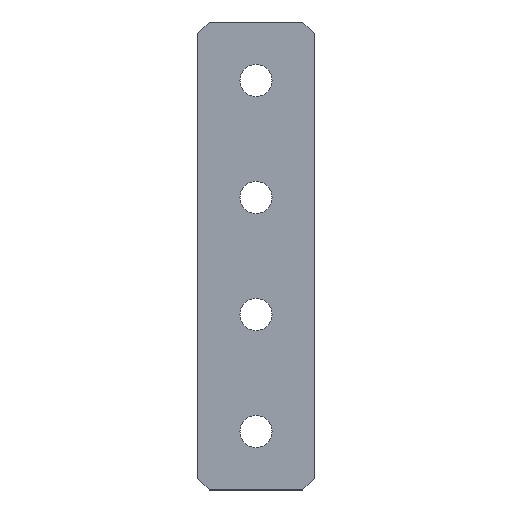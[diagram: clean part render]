
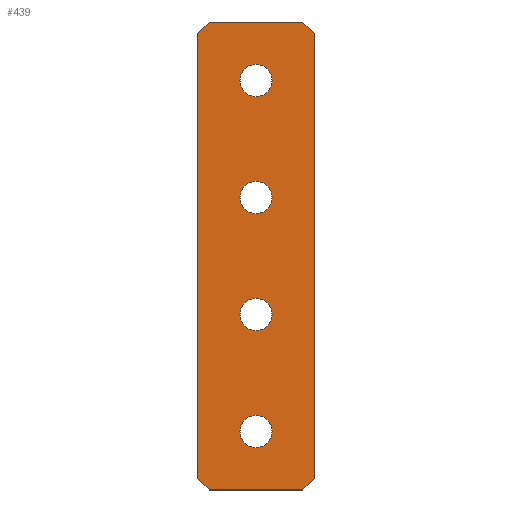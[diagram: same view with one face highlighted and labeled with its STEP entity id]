
A CAD part, top view. The second image highlights one B-rep face of the part: STEP entity #439.
In plain terms, the highlighted planar face has unit normal (0, 0, 1).
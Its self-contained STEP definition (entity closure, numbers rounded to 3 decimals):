
#1 = CARTESIAN_POINT ( 'NONE',  ( 0., -30., 2. ) ) ;
#3 = EDGE_CURVE ( 'NONE', #236, #35, #541, .T. ) ;
#4 = DIRECTION ( 'NONE',  ( 0., 0., 1. ) ) ;
#5 = ORIENTED_EDGE ( 'NONE', *, *, #449, .F. ) ;
#6 = FACE_BOUND ( 'NONE', #425, .T. ) ;
#8 = CARTESIAN_POINT ( 'NONE',  ( 10., 38., 2. ) ) ;
#11 = CARTESIAN_POINT ( 'NONE',  ( 0., 0., 2. ) ) ;
#12 = DIRECTION ( 'NONE',  ( 0., 1., 0. ) ) ;
#13 = CARTESIAN_POINT ( 'NONE',  ( 0., 10., 2. ) ) ;
#15 = CIRCLE ( 'NONE', #532, 2.75 ) ;
#16 = EDGE_CURVE ( 'NONE', #487, #206, #391, .T. ) ;
#17 = AXIS2_PLACEMENT_3D ( 'NONE', #13, #587, #256 ) ;
#32 = CARTESIAN_POINT ( 'NONE',  ( -2.75, 10., 2. ) ) ;
#33 = ORIENTED_EDGE ( 'NONE', *, *, #367, .F. ) ;
#35 = VERTEX_POINT ( 'NONE', #8 ) ;
#39 = DIRECTION ( 'NONE',  ( 0., 0., 1. ) ) ;
#40 = VERTEX_POINT ( 'NONE', #550 ) ;
#43 = ORIENTED_EDGE ( 'NONE', *, *, #321, .F. ) ;
#45 = DIRECTION ( 'NONE',  ( 1., 0., 0. ) ) ;
#48 = VECTOR ( 'NONE', #12, 1000. ) ;
#49 = CIRCLE ( 'NONE', #17, 2.75 ) ;
#50 = CARTESIAN_POINT ( 'NONE',  ( -10., -40., 2. ) ) ;
#55 = FACE_BOUND ( 'NONE', #62, .T. ) ;
#57 = DIRECTION ( 'NONE',  ( 1., 0., 0. ) ) ;
#58 = ORIENTED_EDGE ( 'NONE', *, *, #88, .T. ) ;
#59 = PLANE ( 'NONE',  #534 ) ;
#60 = ORIENTED_EDGE ( 'NONE', *, *, #476, .F. ) ;
#62 = EDGE_LOOP ( 'NONE', ( #60, #586 ) ) ;
#63 = CARTESIAN_POINT ( 'NONE',  ( -10., 38., 2. ) ) ;
#65 = AXIS2_PLACEMENT_3D ( 'NONE', #293, #488, #57 ) ;
#70 = VERTEX_POINT ( 'NONE', #508 ) ;
#76 = AXIS2_PLACEMENT_3D ( 'NONE', #202, #4, #535 ) ;
#82 = VERTEX_POINT ( 'NONE', #406 ) ;
#83 = CARTESIAN_POINT ( 'NONE',  ( 0., 10., 2. ) ) ;
#88 = EDGE_CURVE ( 'NONE', #529, #105, #218, .T. ) ;
#97 = VERTEX_POINT ( 'NONE', #225 ) ;
#98 = CARTESIAN_POINT ( 'NONE',  ( 0., -10., 2. ) ) ;
#100 = CARTESIAN_POINT ( 'NONE',  ( 10., -38., 2. ) ) ;
#103 = VECTOR ( 'NONE', #45, 1000. ) ;
#105 = VERTEX_POINT ( 'NONE', #612 ) ;
#126 = CIRCLE ( 'NONE', #76, 2.75 ) ;
#127 = EDGE_CURVE ( 'NONE', #70, #82, #596, .T. ) ;
#128 = DIRECTION ( 'NONE',  ( 0.707, -0.707, 0. ) ) ;
#131 = VERTEX_POINT ( 'NONE', #503 ) ;
#150 = DIRECTION ( 'NONE',  ( 1., 0., 0. ) ) ;
#151 = VERTEX_POINT ( 'NONE', #32 ) ;
#154 = DIRECTION ( 'NONE',  ( -0.707, 0.707, 0. ) ) ;
#164 = CARTESIAN_POINT ( 'NONE',  ( -8., -40., 2. ) ) ;
#165 = ORIENTED_EDGE ( 'NONE', *, *, #127, .F. ) ;
#167 = VECTOR ( 'NONE', #283, 1000. ) ;
#176 = CARTESIAN_POINT ( 'NONE',  ( 0., -10., 2. ) ) ;
#181 = EDGE_CURVE ( 'NONE', #206, #580, #607, .T. ) ;
#184 = ORIENTED_EDGE ( 'NONE', *, *, #371, .F. ) ;
#197 = CARTESIAN_POINT ( 'NONE',  ( 0., -30., 2. ) ) ;
#200 = LINE ( 'NONE', #100, #287 ) ;
#201 = ORIENTED_EDGE ( 'NONE', *, *, #249, .T. ) ;
#202 = CARTESIAN_POINT ( 'NONE',  ( 0., 30., 2. ) ) ;
#206 = VERTEX_POINT ( 'NONE', #582 ) ;
#207 = EDGE_CURVE ( 'NONE', #274, #625, #605, .T. ) ;
#216 = ORIENTED_EDGE ( 'NONE', *, *, #427, .T. ) ;
#218 = LINE ( 'NONE', #164, #522 ) ;
#225 = CARTESIAN_POINT ( 'NONE',  ( 8., -40., 2. ) ) ;
#228 = DIRECTION ( 'NONE',  ( 1., 0., 0. ) ) ;
#231 = DIRECTION ( 'NONE',  ( 1., 0., 0. ) ) ;
#236 = VERTEX_POINT ( 'NONE', #337 ) ;
#245 = CARTESIAN_POINT ( 'NONE',  ( -10., 40., 2. ) ) ;
#246 = DIRECTION ( 'NONE',  ( 0.707, 0.707, 0. ) ) ;
#248 = AXIS2_PLACEMENT_3D ( 'NONE', #1, #468, #228 ) ;
#249 = EDGE_CURVE ( 'NONE', #105, #97, #387, .T. ) ;
#251 = CARTESIAN_POINT ( 'NONE',  ( 8., 40., 2. ) ) ;
#256 = DIRECTION ( 'NONE',  ( 1., 0., 0. ) ) ;
#260 = AXIS2_PLACEMENT_3D ( 'NONE', #98, #347, #437 ) ;
#274 = VERTEX_POINT ( 'NONE', #281 ) ;
#278 = AXIS2_PLACEMENT_3D ( 'NONE', #176, #307, #513 ) ;
#281 = CARTESIAN_POINT ( 'NONE',  ( -2.75, -30., 2. ) ) ;
#283 = DIRECTION ( 'NONE',  ( -0.707, -0.707, 0. ) ) ;
#287 = VECTOR ( 'NONE', #246, 1000. ) ;
#291 = DIRECTION ( 'NONE',  ( -1., 0., 0. ) ) ;
#292 = CARTESIAN_POINT ( 'NONE',  ( 10., -40., 2. ) ) ;
#293 = CARTESIAN_POINT ( 'NONE',  ( 0., 30., 2. ) ) ;
#306 = CIRCLE ( 'NONE', #260, 2.75 ) ;
#307 = DIRECTION ( 'NONE',  ( 0., 0., 1. ) ) ;
#321 = EDGE_CURVE ( 'NONE', #40, #151, #15, .T. ) ;
#328 = DIRECTION ( 'NONE',  ( 0., -1., 0. ) ) ;
#333 = LINE ( 'NONE', #475, #565 ) ;
#335 = ORIENTED_EDGE ( 'NONE', *, *, #599, .T. ) ;
#337 = CARTESIAN_POINT ( 'NONE',  ( 10., -38., 2. ) ) ;
#342 = CIRCLE ( 'NONE', #65, 2.75 ) ;
#343 = FACE_BOUND ( 'NONE', #557, .T. ) ;
#347 = DIRECTION ( 'NONE',  ( 0., 0., 1. ) ) ;
#349 = FACE_OUTER_BOUND ( 'NONE', #536, .T. ) ;
#353 = AXIS2_PLACEMENT_3D ( 'NONE', #197, #390, #150 ) ;
#355 = DIRECTION ( 'NONE',  ( -1., 0., 0. ) ) ;
#363 = EDGE_CURVE ( 'NONE', #97, #236, #200, .T. ) ;
#365 = CARTESIAN_POINT ( 'NONE',  ( -10., 38., 2. ) ) ;
#367 = EDGE_CURVE ( 'NONE', #151, #40, #49, .T. ) ;
#371 = EDGE_CURVE ( 'NONE', #560, #131, #126, .T. ) ;
#387 = LINE ( 'NONE', #50, #103 ) ;
#388 = ORIENTED_EDGE ( 'NONE', *, *, #181, .T. ) ;
#390 = DIRECTION ( 'NONE',  ( 0., 0., 1. ) ) ;
#391 = LINE ( 'NONE', #245, #399 ) ;
#396 = EDGE_LOOP ( 'NONE', ( #43, #33 ) ) ;
#399 = VECTOR ( 'NONE', #355, 1000. ) ;
#406 = CARTESIAN_POINT ( 'NONE',  ( 2.75, -10., 2. ) ) ;
#425 = EDGE_LOOP ( 'NONE', ( #5, #165 ) ) ;
#427 = EDGE_CURVE ( 'NONE', #35, #487, #486, .T. ) ;
#437 = DIRECTION ( 'NONE',  ( 1., 0., 0. ) ) ;
#439 = ADVANCED_FACE ( 'NONE', ( #343, #537, #6, #55, #349 ), #59, .F. ) ;
#447 = DIRECTION ( 'NONE',  ( 0., 0., -1. ) ) ;
#449 = EDGE_CURVE ( 'NONE', #82, #70, #306, .T. ) ;
#451 = VECTOR ( 'NONE', #154, 1000. ) ;
#468 = DIRECTION ( 'NONE',  ( 0., 0., 1. ) ) ;
#475 = CARTESIAN_POINT ( 'NONE',  ( -10., -40., 2. ) ) ;
#476 = EDGE_CURVE ( 'NONE', #625, #274, #615, .T. ) ;
#480 = EDGE_CURVE ( 'NONE', #131, #560, #342, .T. ) ;
#486 = LINE ( 'NONE', #495, #451 ) ;
#487 = VERTEX_POINT ( 'NONE', #251 ) ;
#488 = DIRECTION ( 'NONE',  ( 0., 0., 1. ) ) ;
#495 = CARTESIAN_POINT ( 'NONE',  ( 8., 40., 2. ) ) ;
#503 = CARTESIAN_POINT ( 'NONE',  ( -2.75, 30., 2. ) ) ;
#507 = CARTESIAN_POINT ( 'NONE',  ( -10., -38., 2. ) ) ;
#508 = CARTESIAN_POINT ( 'NONE',  ( -2.75, -10., 2. ) ) ;
#511 = CARTESIAN_POINT ( 'NONE',  ( 2.75, 30., 2. ) ) ;
#513 = DIRECTION ( 'NONE',  ( 1., 0., 0. ) ) ;
#522 = VECTOR ( 'NONE', #128, 1000. ) ;
#526 = ORIENTED_EDGE ( 'NONE', *, *, #480, .F. ) ;
#529 = VERTEX_POINT ( 'NONE', #507 ) ;
#532 = AXIS2_PLACEMENT_3D ( 'NONE', #83, #39, #231 ) ;
#534 = AXIS2_PLACEMENT_3D ( 'NONE', #11, #447, #291 ) ;
#535 = DIRECTION ( 'NONE',  ( 1., 0., 0. ) ) ;
#536 = EDGE_LOOP ( 'NONE', ( #335, #58, #201, #595, #601, #216, #611, #388 ) ) ;
#537 = FACE_BOUND ( 'NONE', #396, .T. ) ;
#541 = LINE ( 'NONE', #292, #48 ) ;
#550 = CARTESIAN_POINT ( 'NONE',  ( 2.75, 10., 2. ) ) ;
#557 = EDGE_LOOP ( 'NONE', ( #184, #526 ) ) ;
#560 = VERTEX_POINT ( 'NONE', #511 ) ;
#565 = VECTOR ( 'NONE', #328, 1000. ) ;
#580 = VERTEX_POINT ( 'NONE', #63 ) ;
#581 = CARTESIAN_POINT ( 'NONE',  ( 2.75, -30., 2. ) ) ;
#582 = CARTESIAN_POINT ( 'NONE',  ( -8., 40., 2. ) ) ;
#586 = ORIENTED_EDGE ( 'NONE', *, *, #207, .F. ) ;
#587 = DIRECTION ( 'NONE',  ( 0., 0., 1. ) ) ;
#595 = ORIENTED_EDGE ( 'NONE', *, *, #363, .T. ) ;
#596 = CIRCLE ( 'NONE', #278, 2.75 ) ;
#599 = EDGE_CURVE ( 'NONE', #580, #529, #333, .T. ) ;
#601 = ORIENTED_EDGE ( 'NONE', *, *, #3, .T. ) ;
#605 = CIRCLE ( 'NONE', #248, 2.75 ) ;
#607 = LINE ( 'NONE', #365, #167 ) ;
#611 = ORIENTED_EDGE ( 'NONE', *, *, #16, .T. ) ;
#612 = CARTESIAN_POINT ( 'NONE',  ( -8., -40., 2. ) ) ;
#615 = CIRCLE ( 'NONE', #353, 2.75 ) ;
#625 = VERTEX_POINT ( 'NONE', #581 ) ;
